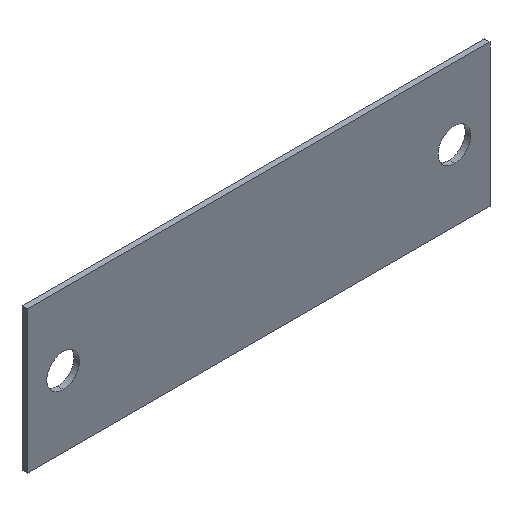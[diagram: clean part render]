
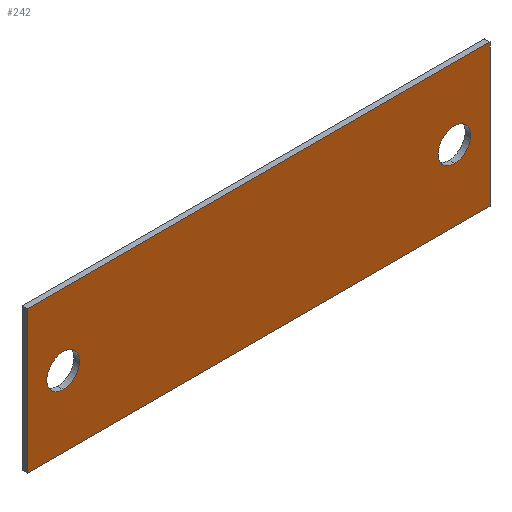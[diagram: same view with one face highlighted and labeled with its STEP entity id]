
A CAD part, isometric view. The second image highlights one B-rep face of the part: STEP entity #242.
In plain terms, the highlighted planar face has unit normal (0, -1, 0).
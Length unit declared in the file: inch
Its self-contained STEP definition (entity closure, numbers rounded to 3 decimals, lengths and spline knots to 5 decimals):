
#9 = LINE ( 'NONE', #347, #188 ) ;
#11 = CARTESIAN_POINT ( 'NONE',  ( 1.375, 0., -0.115 ) ) ;
#13 = CARTESIAN_POINT ( 'NONE',  ( -1.625, 0., -0.5 ) ) ;
#23 = EDGE_LOOP ( 'NONE', ( #129, #231 ) ) ;
#34 = EDGE_CURVE ( 'NONE', #210, #235, #293, .T. ) ;
#35 = CARTESIAN_POINT ( 'NONE',  ( -1.625, 0., -0.5 ) ) ;
#36 = EDGE_LOOP ( 'NONE', ( #311, #226 ) ) ;
#37 = VERTEX_POINT ( 'NONE', #169 ) ;
#41 = AXIS2_PLACEMENT_3D ( 'NONE', #281, #135, #171 ) ;
#42 = DIRECTION ( 'NONE',  ( -1., 0., 0. ) ) ;
#43 = CIRCLE ( 'NONE', #240, 0.115 ) ;
#44 = AXIS2_PLACEMENT_3D ( 'NONE', #197, #351, #115 ) ;
#47 = EDGE_LOOP ( 'NONE', ( #175, #225, #251, #338 ) ) ;
#57 = EDGE_CURVE ( 'NONE', #67, #243, #9, .T. ) ;
#61 = DIRECTION ( 'NONE',  ( 1., 0., 0. ) ) ;
#65 = CIRCLE ( 'NONE', #224, 0.115 ) ;
#66 = DIRECTION ( 'NONE',  ( 0., 0., 1. ) ) ;
#67 = VERTEX_POINT ( 'NONE', #86 ) ;
#68 = CARTESIAN_POINT ( 'NONE',  ( 1.625, 0., -0.5 ) ) ;
#86 = CARTESIAN_POINT ( 'NONE',  ( -1.625, 0., 0.5 ) ) ;
#89 = VERTEX_POINT ( 'NONE', #11 ) ;
#91 = DIRECTION ( 'NONE',  ( 0., 0., 1. ) ) ;
#93 = DIRECTION ( 'NONE',  ( 0., 1., 0. ) ) ;
#99 = EDGE_CURVE ( 'NONE', #235, #210, #43, .T. ) ;
#115 = DIRECTION ( 'NONE',  ( 0., 0., 1. ) ) ;
#116 = EDGE_CURVE ( 'NONE', #243, #288, #170, .T. ) ;
#117 = CARTESIAN_POINT ( 'NONE',  ( -1.375, 0., 0. ) ) ;
#118 = DIRECTION ( 'NONE',  ( 0., 1., 0. ) ) ;
#125 = LINE ( 'NONE', #13, #192 ) ;
#129 = ORIENTED_EDGE ( 'NONE', *, *, #154, .T. ) ;
#133 = EDGE_CURVE ( 'NONE', #140, #89, #345, .T. ) ;
#135 = DIRECTION ( 'NONE',  ( 0., 1., 0. ) ) ;
#139 = DIRECTION ( 'NONE',  ( 0., 0., -1. ) ) ;
#140 = VERTEX_POINT ( 'NONE', #203 ) ;
#143 = FACE_BOUND ( 'NONE', #36, .T. ) ;
#145 = EDGE_CURVE ( 'NONE', #288, #37, #297, .T. ) ;
#147 = CARTESIAN_POINT ( 'NONE',  ( -1.375, 0., 0.115 ) ) ;
#150 = DIRECTION ( 'NONE',  ( 0., 0., 1. ) ) ;
#151 = CARTESIAN_POINT ( 'NONE',  ( 1.625, 0., -0.5 ) ) ;
#154 = EDGE_CURVE ( 'NONE', #89, #140, #65, .T. ) ;
#169 = CARTESIAN_POINT ( 'NONE',  ( -1.625, 0., -0.5 ) ) ;
#170 = LINE ( 'NONE', #68, #334 ) ;
#171 = DIRECTION ( 'NONE',  ( 0., 0., 1. ) ) ;
#175 = ORIENTED_EDGE ( 'NONE', *, *, #193, .F. ) ;
#178 = CARTESIAN_POINT ( 'NONE',  ( 1.375, 0., 0. ) ) ;
#188 = VECTOR ( 'NONE', #61, 39.37008 ) ;
#192 = VECTOR ( 'NONE', #91, 39.37008 ) ;
#193 = EDGE_CURVE ( 'NONE', #37, #67, #125, .T. ) ;
#197 = CARTESIAN_POINT ( 'NONE',  ( 1.375, 0., 0. ) ) ;
#203 = CARTESIAN_POINT ( 'NONE',  ( 1.375, 0., 0.115 ) ) ;
#210 = VERTEX_POINT ( 'NONE', #263 ) ;
#224 = AXIS2_PLACEMENT_3D ( 'NONE', #178, #118, #233 ) ;
#225 = ORIENTED_EDGE ( 'NONE', *, *, #145, .F. ) ;
#226 = ORIENTED_EDGE ( 'NONE', *, *, #99, .T. ) ;
#231 = ORIENTED_EDGE ( 'NONE', *, *, #133, .T. ) ;
#233 = DIRECTION ( 'NONE',  ( 0., 0., 1. ) ) ;
#235 = VERTEX_POINT ( 'NONE', #147 ) ;
#240 = AXIS2_PLACEMENT_3D ( 'NONE', #117, #93, #66 ) ;
#242 = ADVANCED_FACE ( 'NONE', ( #341, #143, #272 ), #292, .F. ) ;
#243 = VERTEX_POINT ( 'NONE', #326 ) ;
#251 = ORIENTED_EDGE ( 'NONE', *, *, #116, .F. ) ;
#261 = VECTOR ( 'NONE', #42, 39.37008 ) ;
#263 = CARTESIAN_POINT ( 'NONE',  ( -1.375, 0., -0.115 ) ) ;
#269 = CARTESIAN_POINT ( 'NONE',  ( 0., 0., 0. ) ) ;
#272 = FACE_BOUND ( 'NONE', #23, .T. ) ;
#281 = CARTESIAN_POINT ( 'NONE',  ( -1.375, 0., 0. ) ) ;
#288 = VERTEX_POINT ( 'NONE', #151 ) ;
#290 = DIRECTION ( 'NONE',  ( 0., 1., 0. ) ) ;
#292 = PLANE ( 'NONE',  #350 ) ;
#293 = CIRCLE ( 'NONE', #41, 0.115 ) ;
#297 = LINE ( 'NONE', #35, #261 ) ;
#311 = ORIENTED_EDGE ( 'NONE', *, *, #34, .T. ) ;
#326 = CARTESIAN_POINT ( 'NONE',  ( 1.625, 0., 0.5 ) ) ;
#334 = VECTOR ( 'NONE', #139, 39.37008 ) ;
#338 = ORIENTED_EDGE ( 'NONE', *, *, #57, .F. ) ;
#341 = FACE_OUTER_BOUND ( 'NONE', #47, .T. ) ;
#345 = CIRCLE ( 'NONE', #44, 0.115 ) ;
#347 = CARTESIAN_POINT ( 'NONE',  ( -1.625, 0., 0.5 ) ) ;
#350 = AXIS2_PLACEMENT_3D ( 'NONE', #269, #290, #150 ) ;
#351 = DIRECTION ( 'NONE',  ( 0., 1., 0. ) ) ;
